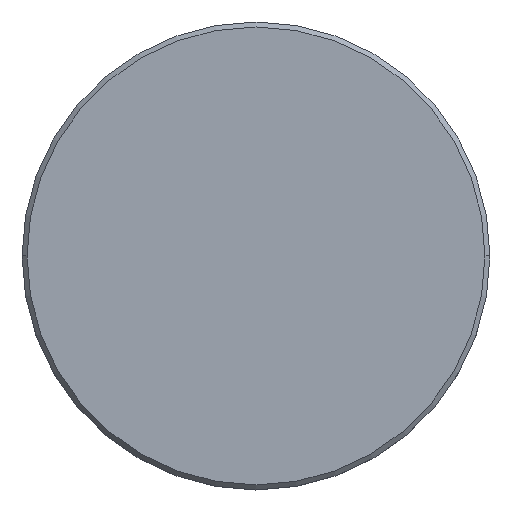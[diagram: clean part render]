
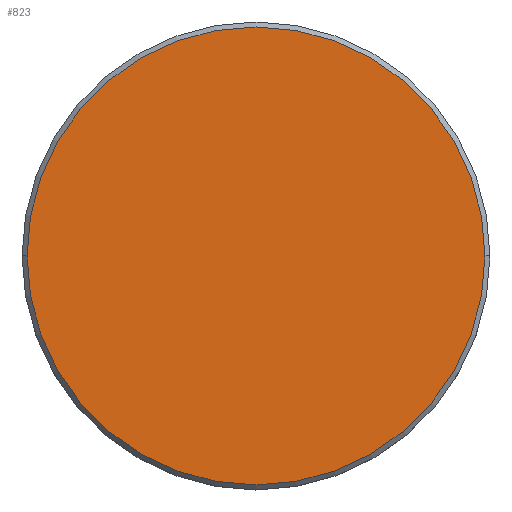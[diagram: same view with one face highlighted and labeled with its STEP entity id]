
A CAD part, top view. The second image highlights one B-rep face of the part: STEP entity #823.
In plain terms, the highlighted planar face has unit normal (0, 0, 1).
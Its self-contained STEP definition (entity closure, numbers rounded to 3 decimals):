
#73 = DIRECTION ( 'NONE',  ( 0., 0., 1. ) ) ;
#78 = DIRECTION ( 'NONE',  ( 1., 0., 0. ) ) ;
#84 = ORIENTED_EDGE ( 'NONE', *, *, #1072, .T. ) ;
#109 = AXIS2_PLACEMENT_3D ( 'NONE', #697, #968, #504 ) ;
#170 = PLANE ( 'NONE',  #1045 ) ;
#248 = VERTEX_POINT ( 'NONE', #1091 ) ;
#361 = ORIENTED_EDGE ( 'NONE', *, *, #626, .T. ) ;
#403 = CARTESIAN_POINT ( 'NONE',  ( 0., 0., 0. ) ) ;
#504 = DIRECTION ( 'NONE',  ( 1., 0., 0. ) ) ;
#624 = CIRCLE ( 'NONE', #718, 23. ) ;
#626 = EDGE_CURVE ( 'NONE', #248, #1137, #1159, .T. ) ;
#697 = CARTESIAN_POINT ( 'NONE',  ( 0., 0., 0. ) ) ;
#718 = AXIS2_PLACEMENT_3D ( 'NONE', #403, #1038, #951 ) ;
#823 = ADVANCED_FACE ( 'NONE', ( #978 ), #170, .T. ) ;
#887 = CARTESIAN_POINT ( 'NONE',  ( 0., 0., 0. ) ) ;
#947 = CARTESIAN_POINT ( 'NONE',  ( 23., 0., 0. ) ) ;
#948 = EDGE_LOOP ( 'NONE', ( #361, #84 ) ) ;
#951 = DIRECTION ( 'NONE',  ( 1., 0., 0. ) ) ;
#968 = DIRECTION ( 'NONE',  ( 0., 0., 1. ) ) ;
#978 = FACE_OUTER_BOUND ( 'NONE', #948, .T. ) ;
#1038 = DIRECTION ( 'NONE',  ( 0., 0., 1. ) ) ;
#1045 = AXIS2_PLACEMENT_3D ( 'NONE', #887, #73, #78 ) ;
#1072 = EDGE_CURVE ( 'NONE', #1137, #248, #624, .T. ) ;
#1091 = CARTESIAN_POINT ( 'NONE',  ( -23., 0., 0. ) ) ;
#1137 = VERTEX_POINT ( 'NONE', #947 ) ;
#1159 = CIRCLE ( 'NONE', #109, 23. ) ;
